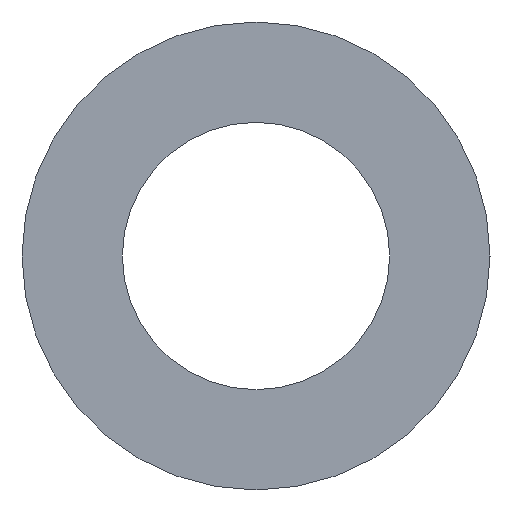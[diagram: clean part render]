
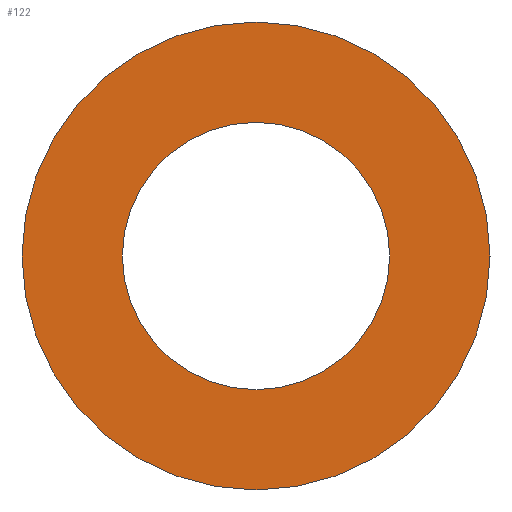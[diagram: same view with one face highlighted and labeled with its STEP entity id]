
A CAD part, left-side view. The second image highlights one B-rep face of the part: STEP entity #122.
In plain terms, the highlighted planar face has unit normal (-1, 0, 0).
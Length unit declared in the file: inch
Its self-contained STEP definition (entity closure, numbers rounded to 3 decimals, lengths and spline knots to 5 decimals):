
#4 = EDGE_CURVE ( 'NONE', #70, #70, #93, .T. ) ;
#7 = AXIS2_PLACEMENT_3D ( 'NONE', #45, #137, #74 ) ;
#11 = CARTESIAN_POINT ( 'NONE',  ( 0., 0., 0.01285 ) ) ;
#13 = VERTEX_POINT ( 'NONE', #99 ) ;
#17 = DIRECTION ( 'NONE',  ( -1., 0., 0. ) ) ;
#35 = AXIS2_PLACEMENT_3D ( 'NONE', #42, #136, #64 ) ;
#39 = AXIS2_PLACEMENT_3D ( 'NONE', #130, #17, #91 ) ;
#42 = CARTESIAN_POINT ( 'NONE',  ( 0., 0.0225, 0. ) ) ;
#45 = CARTESIAN_POINT ( 'NONE',  ( 0., 0., 0. ) ) ;
#64 = DIRECTION ( 'NONE',  ( 0., 0., -1. ) ) ;
#70 = VERTEX_POINT ( 'NONE', #11 ) ;
#74 = DIRECTION ( 'NONE',  ( 0., 0., 1. ) ) ;
#79 = ORIENTED_EDGE ( 'NONE', *, *, #128, .T. ) ;
#88 = EDGE_LOOP ( 'NONE', ( #123 ) ) ;
#91 = DIRECTION ( 'NONE',  ( 0., 0., 1. ) ) ;
#93 = CIRCLE ( 'NONE', #39, 0.01285 ) ;
#99 = CARTESIAN_POINT ( 'NONE',  ( 0., 0., 0.0225 ) ) ;
#121 = FACE_BOUND ( 'NONE', #88, .T. ) ;
#122 = ADVANCED_FACE ( 'NONE', ( #121, #138 ), #140, .F. ) ;
#123 = ORIENTED_EDGE ( 'NONE', *, *, #4, .F. ) ;
#124 = EDGE_LOOP ( 'NONE', ( #79 ) ) ;
#128 = EDGE_CURVE ( 'NONE', #13, #13, #132, .T. ) ;
#130 = CARTESIAN_POINT ( 'NONE',  ( 0., 0., 0. ) ) ;
#132 = CIRCLE ( 'NONE', #7, 0.0225 ) ;
#136 = DIRECTION ( 'NONE',  ( 1., 0., 0. ) ) ;
#137 = DIRECTION ( 'NONE',  ( -1., 0., 0. ) ) ;
#138 = FACE_OUTER_BOUND ( 'NONE', #124, .T. ) ;
#140 = PLANE ( 'NONE',  #35 ) ;
